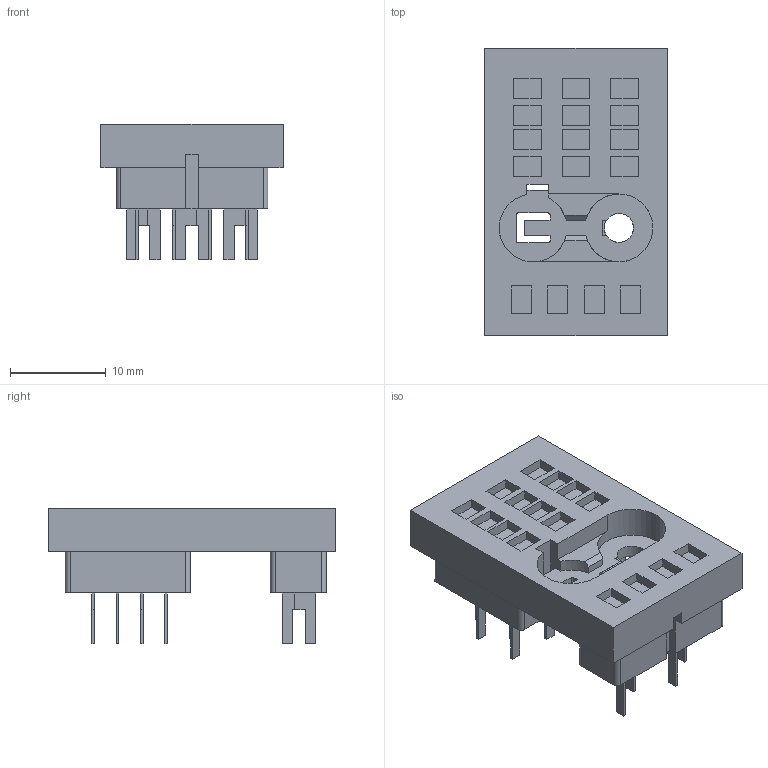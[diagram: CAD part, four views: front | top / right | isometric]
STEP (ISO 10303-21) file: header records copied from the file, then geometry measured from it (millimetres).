
FILE_DESCRIPTION((''),'2;1');
FILE_NAME('TYCO_27E129.stp','2010-12-13T14:23:17',(''),(''),'Mechanical Desktop 2011','Mechanical Desktop 2011',', , ');
FILE_SCHEMA(('AUTOMOTIVE_DESIGN { 1 2 10303 214 1 1 1 1 }'));
Length unit declared in the file: millimetre
Products named in the file (1): Product
Bounding box: 19.05 x 30.07 x 14.22 mm (x, y, z)
Volume: 3486 mm3; surface area: 2699.1 mm2
Topology: 17 solids, 17 shells, 944 faces, 2590 edges, 1726 vertices
Faces by surface type: plane 927, cylinder 17
Entity records: 29389 total; most frequent: CARTESIAN_POINT 5273, ORIENTED_EDGE 5180, DIRECTION 4515, EDGE_CURVE 2590, VECTOR 2547, LINE 2547, VERTEX_POINT 1726, EDGE_LOOP 996
